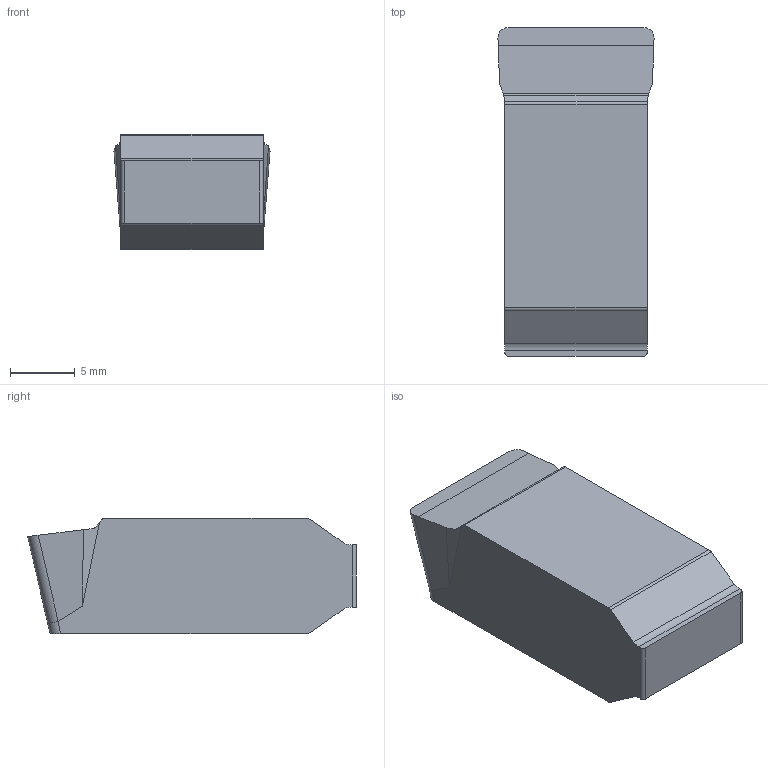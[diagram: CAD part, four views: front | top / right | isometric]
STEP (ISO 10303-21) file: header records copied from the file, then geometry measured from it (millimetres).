
FILE_DESCRIPTION(/* description */ (''),/* implementation_level */ '2;1');
FILE_NAME(/* name */ 'aaa342430_a.stp',/* time_stamp */ '2019-11-12T13:01:19+01:00',/* author */ (''),/* organization */ ('SMS'),/* preprocessor_version */ 'ST-DEVELOPER v16.7',/* originating_system */ 'SIEMENS PLM Software NX 12.0',/* authorisation */ '');
FILE_SCHEMA (('AUTOMOTIVE_DESIGN { 1 0 10303 214 3 1 1 1 }'));
Length unit declared in the file: millimetre
Products named in the file (1): AAA342430_A
Bounding box: 12.06 x 25.4 x 8.89 mm (x, y, z)
Volume: 2260.7 mm3; surface area: 1106 mm2
Topology: 1 solids, 1 shells, 29 faces, 83 edges, 58 vertices
Faces by surface type: plane 17, cylinder 12
Entity records: 1106 total; most frequent: CARTESIAN_POINT 263, DIRECTION 170, ORIENTED_EDGE 164, EDGE_CURVE 82, AXIS2_PLACEMENT_3D 57, LINE 56, VECTOR 56, VERTEX_POINT 55
